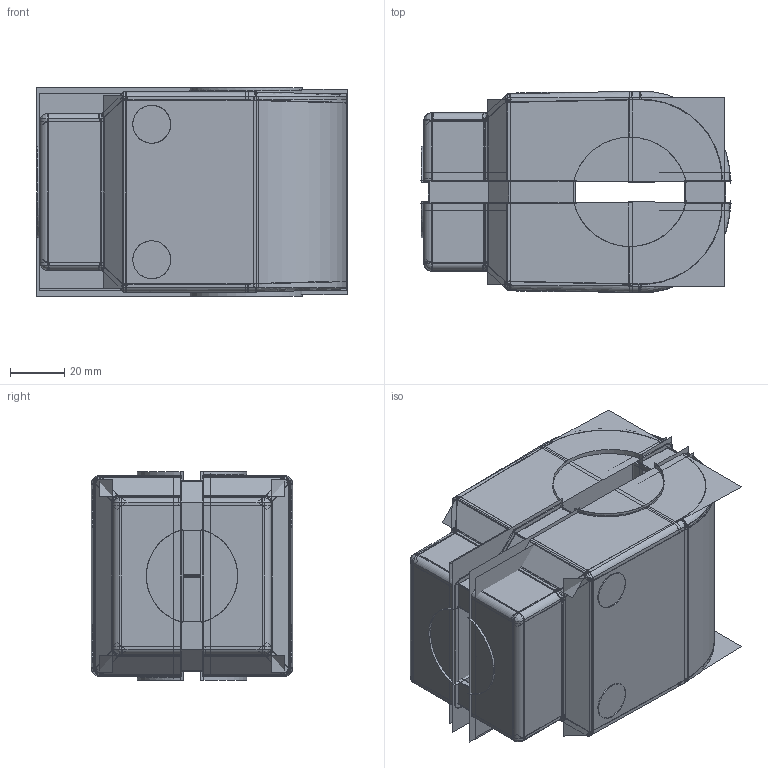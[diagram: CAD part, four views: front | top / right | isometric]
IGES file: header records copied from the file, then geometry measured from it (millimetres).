
Start section:  PTC IGES file: 454_asm.igs
Global section: file name: 454_asm.igs; native system: Pro/ENGINEER by Parametric Technology Corporation; preprocessor: 2004080; author: Emanuele Bellini; organization: Unknown; date: 050708.091108; units: millimetre
Bounding box: 114.43 x 74.34 x 76.96 mm (x, y, z)
Surface area: 171895.4 mm2 (no closed solid volume)
Topology: 0 solids, 0 shells, 364 faces, 4952 edges, 6440 vertices
Faces by surface type: bspline 244, revolution 120
